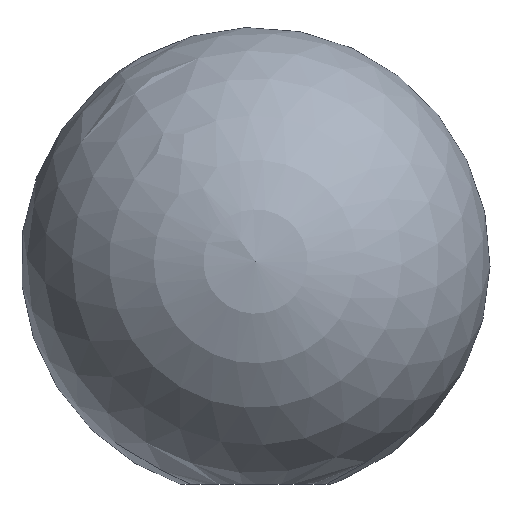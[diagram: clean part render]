
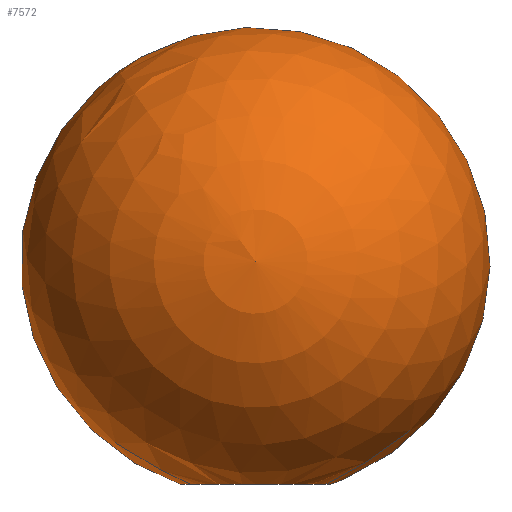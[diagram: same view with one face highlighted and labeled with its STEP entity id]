
A CAD part, top view. The second image highlights one B-rep face of the part: STEP entity #7572.
In plain terms, the highlighted spherical face has radius 20 mm.
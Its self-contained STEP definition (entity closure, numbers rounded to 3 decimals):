
#559 = FACE_OUTER_BOUND ( 'NONE', #3601, .T. ) ;
#799 = AXIS2_PLACEMENT_3D ( 'NONE', #7727, #1920, #10256 ) ;
#1147 = CARTESIAN_POINT ( 'NONE',  ( 6.4, -18.948, 0. ) ) ;
#1920 = DIRECTION ( 'NONE',  ( 0., 0., 1. ) ) ;
#2044 = VERTEX_POINT ( 'NONE', #1147 ) ;
#2405 = CIRCLE ( 'NONE', #2816, 6.4 ) ;
#2508 = ORIENTED_EDGE ( 'NONE', *, *, #6773, .F. ) ;
#2816 = AXIS2_PLACEMENT_3D ( 'NONE', #8842, #3014, #8876 ) ;
#3014 = DIRECTION ( 'NONE',  ( 0., -1., 0. ) ) ;
#3318 = SPHERICAL_SURFACE ( 'NONE', #799, 20. ) ;
#3601 = EDGE_LOOP ( 'NONE', ( #2508 ) ) ;
#6773 = EDGE_CURVE ( 'NONE', #2044, #2044, #2405, .T. ) ;
#7572 = ADVANCED_FACE ( 'NONE', ( #559 ), #3318, .T. ) ;
#7727 = CARTESIAN_POINT ( 'NONE',  ( 0., 0., 0. ) ) ;
#8842 = CARTESIAN_POINT ( 'NONE',  ( 0., -18.948, 0. ) ) ;
#8876 = DIRECTION ( 'NONE',  ( 1., 0., 0. ) ) ;
#10256 = DIRECTION ( 'NONE',  ( 1., 0., 0. ) ) ;
